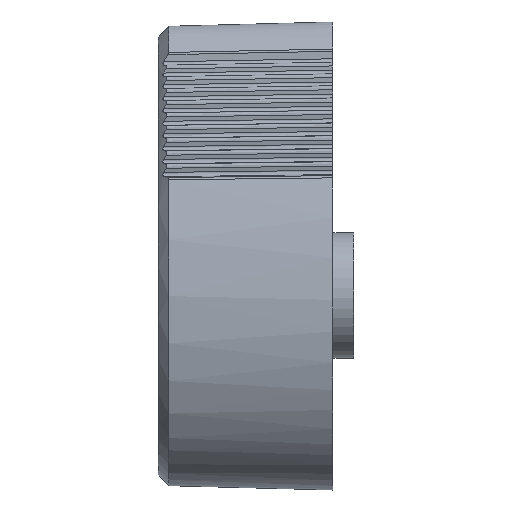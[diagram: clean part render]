
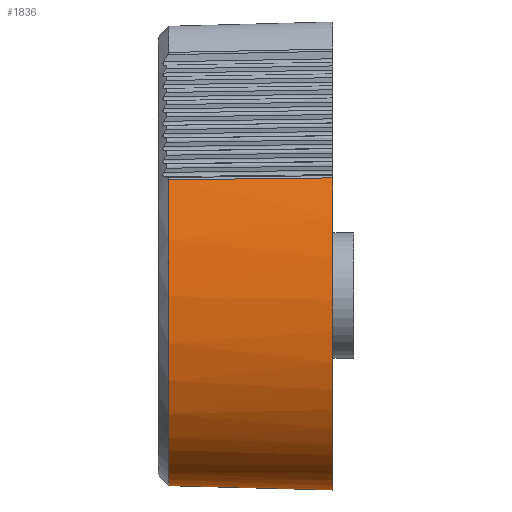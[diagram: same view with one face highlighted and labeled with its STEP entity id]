
A CAD part, left-side view. The second image highlights one B-rep face of the part: STEP entity #1836.
In plain terms, the highlighted free-form (B-spline) face has degree [1, 3] with [2, 18] control points.
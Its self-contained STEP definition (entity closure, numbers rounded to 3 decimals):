
#172 = VERTEX_POINT('',#173);
#173 = CARTESIAN_POINT('',(-5.899,11.157,
    6.974));
#180 = EDGE_CURVE('',#172,#181,#183,.T.);
#181 = VERTEX_POINT('',#182);
#182 = CARTESIAN_POINT('',(-6.134,1.263,7.087
    ));
#183 = B_SPLINE_CURVE_WITH_KNOTS('',3,(#184,#185,#186,#187),
  .UNSPECIFIED.,.F.,.F.,(4,4),(0.,0.012),
  .PIECEWISE_BEZIER_KNOTS.);
#184 = CARTESIAN_POINT('',(-5.898,11.157,
    6.974));
#185 = CARTESIAN_POINT('',(-5.977,7.859,7.011)
  );
#186 = CARTESIAN_POINT('',(-6.055,4.561,7.049
    ));
#187 = CARTESIAN_POINT('',(-6.134,1.263,7.087
    ));
#1516 = EDGE_CURVE('',#172,#1517,#1519,.T.);
#1517 = VERTEX_POINT('',#1518);
#1518 = CARTESIAN_POINT('',(0.002,11.157,
    -11.456));
#1519 = B_SPLINE_CURVE_WITH_KNOTS('',3,(#1520,#1521,#1522,#1523,#1524,
    #1525,#1526,#1527,#1528,#1529,#1530,#1531,#1532),.UNSPECIFIED.,.F.,
  .F.,(4,1,1,1,1,1,1,1,1,1,4),(0.332,0.416,
    0.499,0.583,0.666,0.75,
    0.833,0.917,0.958,0.979,1.),
  .UNSPECIFIED.);
#1520 = CARTESIAN_POINT('',(-5.899,11.157,
    6.974));
#1521 = CARTESIAN_POINT('',(-6.185,11.157,
    6.129));
#1522 = CARTESIAN_POINT('',(-6.685,11.157,
    4.413));
#1523 = CARTESIAN_POINT('',(-7.202,11.157,
    1.769));
#1524 = CARTESIAN_POINT('',(-7.386,11.157,
    -0.951));
#1525 = CARTESIAN_POINT('',(-7.129,11.157,
    -3.679));
#1526 = CARTESIAN_POINT('',(-6.386,11.157,
    -6.346));
#1527 = CARTESIAN_POINT('',(-5.056,11.157,
    -8.813));
#1528 = CARTESIAN_POINT('',(-3.312,11.157,
    -10.516));
#1529 = CARTESIAN_POINT('',(-1.713,11.157,
    -11.219));
#1530 = CARTESIAN_POINT('',(-0.743,11.157,
    -11.424));
#1531 = CARTESIAN_POINT('',(-0.232,11.157,
    -11.454));
#1532 = CARTESIAN_POINT('',(0.002,11.157,
    -11.457));
#1836 = ADVANCED_FACE('',(#1837),#1863,.F.);
#1837 = FACE_BOUND('',#1838,.F.);
#1838 = EDGE_LOOP('',(#1839,#1840,#1855,#1862));
#1839 = ORIENTED_EDGE('',*,*,#180,.T.);
#1840 = ORIENTED_EDGE('',*,*,#1841,.F.);
#1841 = EDGE_CURVE('',#1842,#181,#1844,.T.);
#1842 = VERTEX_POINT('',#1843);
#1843 = CARTESIAN_POINT('',(0.002,1.263,
    -11.715));
#1844 = B_SPLINE_CURVE_WITH_KNOTS('',3,(#1845,#1846,#1847,#1848,#1849,
    #1850,#1851,#1852,#1853,#1854),.UNSPECIFIED.,.F.,.F.,(4,1,1,1,1,1,1,
    4),(0.032,0.036,0.039,
    0.043,0.046,0.049,
    0.053,0.06),.UNSPECIFIED.);
#1845 = CARTESIAN_POINT('',(0.002,1.263,
    -11.715));
#1846 = CARTESIAN_POINT('',(-0.961,1.263,
    -11.715));
#1847 = CARTESIAN_POINT('',(-2.85,1.263,-11.208
    ));
#1848 = CARTESIAN_POINT('',(-5.034,1.263,
    -9.274));
#1849 = CARTESIAN_POINT('',(-6.482,1.263,
    -6.798));
#1850 = CARTESIAN_POINT('',(-7.326,1.263,
    -4.054));
#1851 = CARTESIAN_POINT('',(-7.645,1.263,
    -1.247));
#1852 = CARTESIAN_POINT('',(-7.433,1.263,
    2.569));
#1853 = CARTESIAN_POINT('',(-6.74,1.263,
    5.298));
#1854 = CARTESIAN_POINT('',(-6.134,1.263,
    7.087));
#1855 = ORIENTED_EDGE('',*,*,#1856,.F.);
#1856 = EDGE_CURVE('',#1517,#1842,#1857,.T.);
#1857 = B_SPLINE_CURVE_WITH_KNOTS('',3,(#1858,#1859,#1860,#1861),
  .UNSPECIFIED.,.F.,.F.,(4,4),(0.,1.),
  .PIECEWISE_BEZIER_KNOTS.);
#1858 = CARTESIAN_POINT('',(0.002,11.157,
    -11.456));
#1859 = CARTESIAN_POINT('',(0.002,7.859,
    -11.543));
#1860 = CARTESIAN_POINT('',(0.002,4.561,
    -11.629));
#1861 = CARTESIAN_POINT('',(0.002,1.263,
    -11.715));
#1862 = ORIENTED_EDGE('',*,*,#1516,.F.);
#1863 = B_SPLINE_SURFACE_WITH_KNOTS('',1,3,(
    (#1864,#1865,#1866,#1867,#1868,#1869,#1870,#1871,#1872,#1873,#1874
      ,#1875,#1876,#1877,#1878,#1879,#1880,#1881)
    ,(#1882,#1883,#1884,#1885,#1886,#1887,#1888,#1889,#1890,#1891,#1892
      ,#1893,#1894,#1895,#1896,#1897,#1898,#1899
  )),.UNSPECIFIED.,.F.,.F.,.F.,(2,2),(4,2,2,2,2,2,2,2,4),(
    0.,0.788),(0.,0.125,0.25,0.375,0.438,
    0.469,0.5,0.625,0.637),.UNSPECIFIED.);
#1864 = CARTESIAN_POINT('',(0.002,1.263,
    -11.715));
#1865 = CARTESIAN_POINT('',(-1.2,1.263,
    -11.715));
#1866 = CARTESIAN_POINT('',(-2.319,1.263,
    -11.341));
#1867 = CARTESIAN_POINT('',(-4.298,1.263,
    -9.994));
#1868 = CARTESIAN_POINT('',(-5.158,1.263,
    -9.022));
#1869 = CARTESIAN_POINT('',(-6.524,1.263,
    -6.633));
#1870 = CARTESIAN_POINT('',(-7.031,1.263,
    -5.216));
#1871 = CARTESIAN_POINT('',(-7.456,1.263,
    -2.871));
#1872 = CARTESIAN_POINT('',(-7.542,1.263,
    -2.053));
#1873 = CARTESIAN_POINT('',(-7.578,1.263,
    -0.785));
#1874 = CARTESIAN_POINT('',(-7.575,1.263,
    -0.355));
#1875 = CARTESIAN_POINT('',(-7.536,1.263,
    0.515));
#1876 = CARTESIAN_POINT('',(-7.5,1.263,0.955
    ));
#1877 = CARTESIAN_POINT('',(-7.25,1.263,
    3.176));
#1878 = CARTESIAN_POINT('',(-6.816,1.263,
    5.006));
#1879 = CARTESIAN_POINT('',(-6.191,1.263,6.917)
  );
#1880 = CARTESIAN_POINT('',(-6.136,1.263,
    7.082));
#1881 = CARTESIAN_POINT('',(-6.08,1.263,
    7.245));
#1882 = CARTESIAN_POINT('',(0.002,11.217,
    -11.455));
#1883 = CARTESIAN_POINT('',(-1.145,11.217,
    -11.455));
#1884 = CARTESIAN_POINT('',(-2.211,11.217,
    -11.099));
#1885 = CARTESIAN_POINT('',(-4.113,11.217,
    -9.805));
#1886 = CARTESIAN_POINT('',(-4.948,11.217,
    -8.864));
#1887 = CARTESIAN_POINT('',(-6.281,11.217,
    -6.533));
#1888 = CARTESIAN_POINT('',(-6.779,11.217,
    -5.143));
#1889 = CARTESIAN_POINT('',(-7.197,11.217,
    -2.838));
#1890 = CARTESIAN_POINT('',(-7.282,11.217,
    -2.033));
#1891 = CARTESIAN_POINT('',(-7.317,11.217,
    -0.784));
#1892 = CARTESIAN_POINT('',(-7.314,11.217,
    -0.361));
#1893 = CARTESIAN_POINT('',(-7.276,11.217,
    0.497));
#1894 = CARTESIAN_POINT('',(-7.241,11.217,
    0.932));
#1895 = CARTESIAN_POINT('',(-6.993,11.217,
    3.124));
#1896 = CARTESIAN_POINT('',(-6.564,11.217,4.939
    ));
#1897 = CARTESIAN_POINT('',(-5.944,11.217,
    6.835));
#1898 = CARTESIAN_POINT('',(-5.889,11.217,
    6.998));
#1899 = CARTESIAN_POINT('',(-5.833,11.217,
    7.16));
